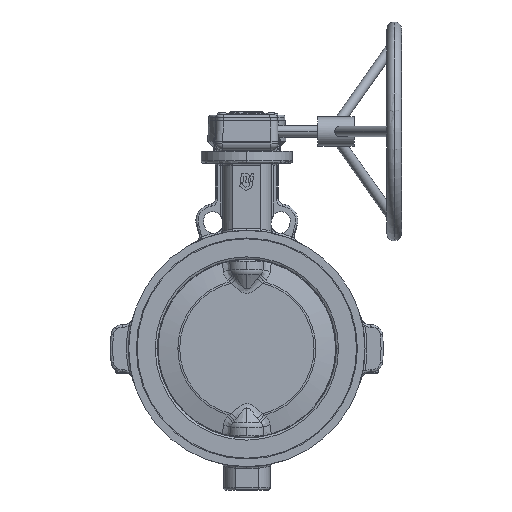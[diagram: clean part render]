
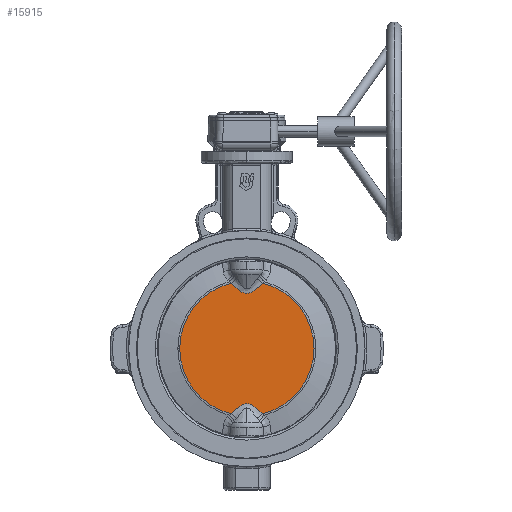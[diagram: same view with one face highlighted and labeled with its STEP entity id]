
A CAD part, left-side view. The second image highlights one B-rep face of the part: STEP entity #15915.
In plain terms, the highlighted planar face has unit normal (-1, 0, 0).
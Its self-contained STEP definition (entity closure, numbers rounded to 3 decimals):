
#13369=CARTESIAN_POINT('',(-11.,20.992,-89.652));
#13370=VERTEX_POINT('',#13369);
#13462=CARTESIAN_POINT('',(-11.,-20.992,-89.652));
#13463=VERTEX_POINT('',#13462);
#13474=CARTESIAN_POINT('',(-11.,-20.992,-89.652));
#13475=CARTESIAN_POINT('',(-11.,-19.383,-87.774));
#13476=CARTESIAN_POINT('',(-11.,-16.049,-84.109));
#13477=CARTESIAN_POINT('',(-11.,-10.483,-79.164));
#13478=CARTESIAN_POINT('',(-11.,-4.977,-76.101));
#13479=CARTESIAN_POINT('',(-11.,-0.008,-75.371));
#13480=CARTESIAN_POINT('',(-11.,3.705,-75.911));
#13481=CARTESIAN_POINT('',(-11.,7.169,-77.323));
#13482=CARTESIAN_POINT('',(-11.,11.388,-79.966));
#13483=CARTESIAN_POINT('',(-11.,16.015,-84.08));
#13484=CARTESIAN_POINT('',(-11.,19.383,-87.774));
#13485=CARTESIAN_POINT('',(-11.,20.992,-89.652));
#13486=B_SPLINE_CURVE_WITH_KNOTS('',3,(#13474,#13475,#13476,#13477,#13478,#13479,#13480,#13481,#13482,#13483,#13484,#13485),.UNSPECIFIED.,.F.,.F.,(4,1,1,1,1,1,1,1,1,4),(-5.194,-4.452,-3.71,-2.968,-2.597,-2.226,-1.855,-1.484,-0.742,0.),.UNSPECIFIED.);
#13487=EDGE_CURVE('',#13463,#13370,#13486,.T.);
#15190=CARTESIAN_POINT('',(-11.,-20.992,89.652));
#15191=VERTEX_POINT('',#15190);
#15283=CARTESIAN_POINT('',(-11.,20.992,89.652));
#15284=VERTEX_POINT('',#15283);
#15295=CARTESIAN_POINT('',(-11.,20.992,89.652));
#15296=CARTESIAN_POINT('',(-11.,19.383,87.774));
#15297=CARTESIAN_POINT('',(-11.,16.049,84.109));
#15298=CARTESIAN_POINT('',(-11.,10.483,79.164));
#15299=CARTESIAN_POINT('',(-11.,4.977,76.101));
#15300=CARTESIAN_POINT('',(-11.,0.008,75.371));
#15301=CARTESIAN_POINT('',(-11.,-3.705,75.911));
#15302=CARTESIAN_POINT('',(-11.,-7.169,77.323));
#15303=CARTESIAN_POINT('',(-11.,-11.388,79.966));
#15304=CARTESIAN_POINT('',(-11.,-16.015,84.08));
#15305=CARTESIAN_POINT('',(-11.,-19.383,87.774));
#15306=CARTESIAN_POINT('',(-11.,-20.992,89.652));
#15307=B_SPLINE_CURVE_WITH_KNOTS('',3,(#15295,#15296,#15297,#15298,#15299,#15300,#15301,#15302,#15303,#15304,#15305,#15306),.UNSPECIFIED.,.F.,.F.,(4,1,1,1,1,1,1,1,1,4),(-5.194,-4.452,-3.71,-2.968,-2.597,-2.226,-1.855,-1.484,-0.742,0.),.UNSPECIFIED.);
#15308=EDGE_CURVE('',#15284,#15191,#15307,.T.);
#15635=CARTESIAN_POINT('',(-11.,92.077,-0.));
#15636=VERTEX_POINT('',#15635);
#15646=CARTESIAN_POINT('',(-11.,0.,0.));
#15647=DIRECTION('',(1.,-0.,-0.));
#15648=DIRECTION('',(0.,1.,0.));
#15649=AXIS2_PLACEMENT_3D('',#15646,#15647,#15648);
#15650=CIRCLE('',#15649,92.077);
#15651=EDGE_CURVE('',#13370,#15636,#15650,.T.);
#15661=CARTESIAN_POINT('',(-11.,-92.077,0.));
#15662=VERTEX_POINT('',#15661);
#15680=CARTESIAN_POINT('',(-11.,0.,0.));
#15681=DIRECTION('',(1.,-0.,-0.));
#15682=DIRECTION('',(-0.,-1.,-0.));
#15683=AXIS2_PLACEMENT_3D('',#15680,#15681,#15682);
#15684=CIRCLE('',#15683,92.077);
#15685=EDGE_CURVE('',#15191,#15662,#15684,.T.);
#15890=CARTESIAN_POINT('',(-11.,0.,46.669));
#15891=DIRECTION('',(-1.,0.,0.));
#15892=DIRECTION('',(0.,1.,0.));
#15893=AXIS2_PLACEMENT_3D('',#15890,#15891,#15892);
#15894=PLANE('',#15893);
#15895=ORIENTED_EDGE('',*,*,#13487,.F.);
#15896=CARTESIAN_POINT('',(-11.,0.,0.));
#15897=DIRECTION('',(1.,-0.,-0.));
#15898=DIRECTION('',(-0.,-1.,-0.));
#15899=AXIS2_PLACEMENT_3D('',#15896,#15897,#15898);
#15900=CIRCLE('',#15899,92.077);
#15901=EDGE_CURVE('',#15662,#13463,#15900,.T.);
#15902=ORIENTED_EDGE('',*,*,#15901,.F.);
#15903=ORIENTED_EDGE('',*,*,#15685,.F.);
#15904=ORIENTED_EDGE('',*,*,#15308,.F.);
#15905=CARTESIAN_POINT('',(-11.,0.,0.));
#15906=DIRECTION('',(1.,-0.,-0.));
#15907=DIRECTION('',(0.,1.,0.));
#15908=AXIS2_PLACEMENT_3D('',#15905,#15906,#15907);
#15909=CIRCLE('',#15908,92.077);
#15910=EDGE_CURVE('',#15636,#15284,#15909,.T.);
#15911=ORIENTED_EDGE('',*,*,#15910,.F.);
#15912=ORIENTED_EDGE('',*,*,#15651,.F.);
#15913=EDGE_LOOP('',(#15895,#15902,#15903,#15904,#15911,#15912));
#15914=FACE_BOUND('',#15913,.T.);
#15915=ADVANCED_FACE('',(#15914),#15894,.T.);
